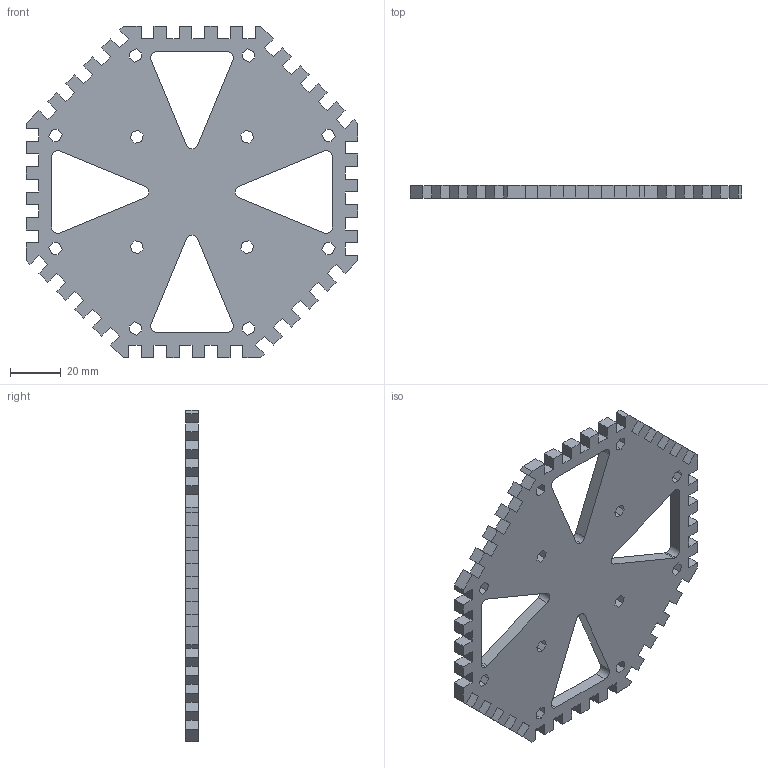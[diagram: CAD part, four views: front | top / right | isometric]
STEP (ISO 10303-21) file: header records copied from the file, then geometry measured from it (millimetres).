
FILE_DESCRIPTION (( 'STEP AP214' ), '1' );
FILE_NAME ('Bottom Octagonal Wall 10-10.STEP', '2016-10-10T16:23:55', ( '' ), ( '' ), 'SwSTEP 2.0', 'SolidWorks 2015', '' );
FILE_SCHEMA (( 'AUTOMOTIVE_DESIGN' ));
Length unit declared in the file: millimetre
Products named in the file (1): Bottom Octagonal Wall 10-10
Bounding box: 130.71 x 5 x 130.71 mm (x, y, z)
Volume: 50162.7 mm3; surface area: 27480.9 mm2
Topology: 1 solids, 1 shells, 269 faces, 801 edges, 534 vertices
Faces by surface type: plane 254, cylinder 15
Entity records: 8963 total; most frequent: CARTESIAN_POINT 1605, ORIENTED_EDGE 1602, DIRECTION 1371, EDGE_CURVE 801, VECTOR 771, LINE 771, VERTEX_POINT 534, EDGE_LOOP 301
